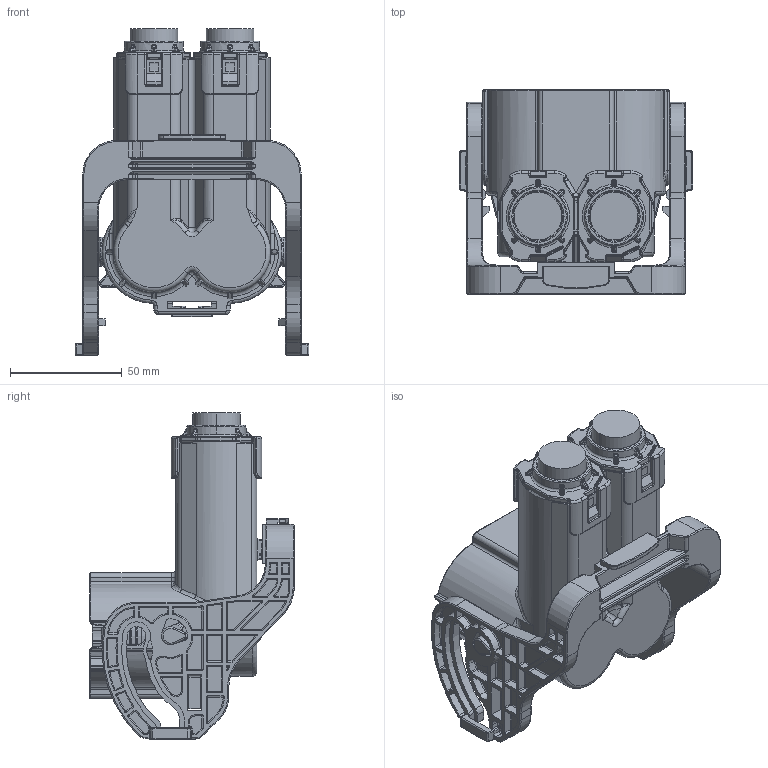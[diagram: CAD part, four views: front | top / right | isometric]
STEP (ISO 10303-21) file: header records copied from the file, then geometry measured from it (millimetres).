
FILE_DESCRIPTION((''),'2;1');
FILE_NAME('HVSL1200082A1XX_ASM','2018-01-10T',('Tom.Dai'),(''),'PRO/ENGINEER BY PARAMETRIC TECHNOLOGY CORPORATION, 2015360','PRO/ENGINEER BY PARAMETRIC TECHNOLOGY CORPORATION, 2015360','');
FILE_SCHEMA(('AUTOMOTIVE_DESIGN { 1 0 10303 214 1 1 1 1 }'));
Products named in the file (1): HVSL1200082A1XX_ASM
Bounding box: 104.5 x 91.3 x 145.6 mm (x, y, z)
Volume: 393639.4 mm3; surface area: 102966.5 mm2
Topology: 3 solids, 4 shells, 4191 faces, 10504 edges, 6456 vertices
Faces by surface type: plane 1470, cylinder 1289, extrusion 508, torus 435, sphere 207, bspline 206, cone 76
Entity records: 160796 total; most frequent: CARTESIAN_POINT 41614, ORIENTED_EDGE 21008, DIRECTION 19627, EDGE_CURVE 10504, AXIS2_PLACEMENT_3D 6815, VERTEX_POINT 6456, VECTOR 5997, LINE 5489
